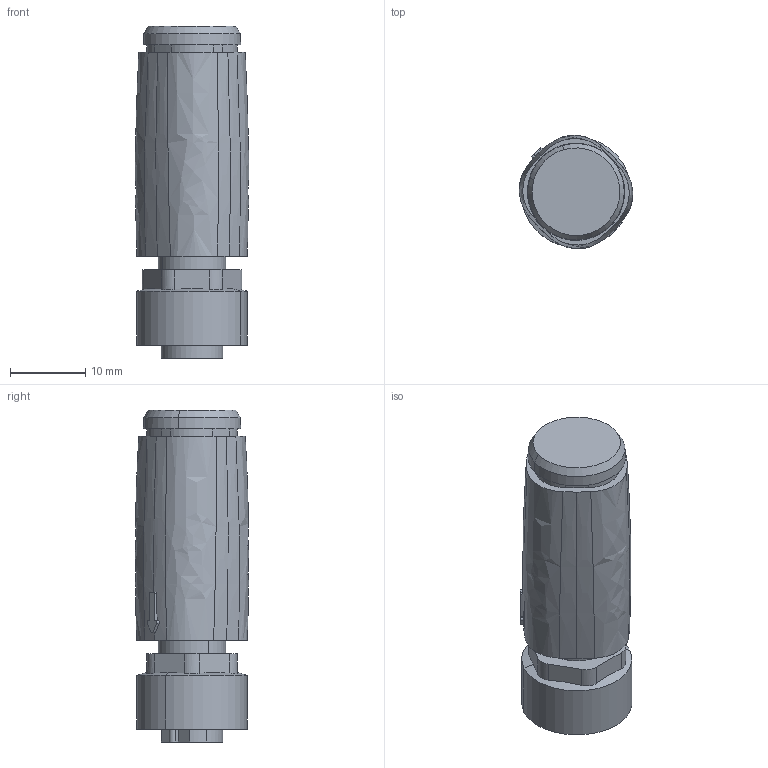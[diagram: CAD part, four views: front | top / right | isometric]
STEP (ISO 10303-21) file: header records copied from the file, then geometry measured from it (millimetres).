
FILE_DESCRIPTION(('Open CASCADE Model'),'2;1');
FILE_NAME ('2185162-3_0', '2026-01-12T09:39:47', ('Author'), ('Weidmueller'), 'Open CASCADE STEP processor 7.7', 'Open CASCADE 7.7', 'none');
FILE_SCHEMA(('AUTOMOTIVE_DESIGN { 1 0 10303 214 1 1 1 1 }'));
Length unit declared in the file: millimetre
Products named in the file (1): 3157870000
Bounding box: 15.05 x 15.05 x 44 mm (x, y, z)
Volume: 6120.9 mm3; surface area: 3477.8 mm2
Topology: 1 solids, 1 shells, 274 faces, 665 edges, 413 vertices
Faces by surface type: cylinder 88, plane 82, bspline 54, cone 34, torus 12, revolution 4
Entity records: 15728 total; most frequent: CARTESIAN_POINT 6471, ORIENTED_EDGE 1330, DIRECTION 1139, EDGE_CURVE 665, AXIS2_PLACEMENT_3D 438, VERTEX_POINT 413, PRESENTATION_STYLE_ASSIGNMENT 353, SURFACE_STYLE_USAGE 353
